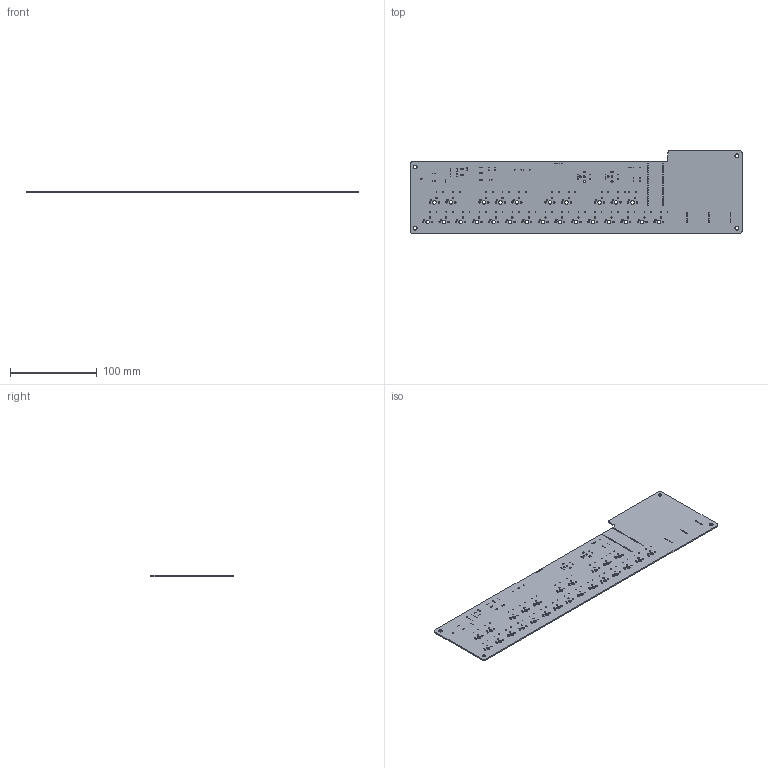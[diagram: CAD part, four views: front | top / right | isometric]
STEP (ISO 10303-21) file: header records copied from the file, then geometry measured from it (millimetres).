
FILE_DESCRIPTION(/* description */ ('STEP AP242','CAx-IF Rec.Pracs.---Representation and Presentation of Product Manufacturing Information (PMI)---4.0---2014-10-13','CAx-IF Rec.Pracs.---3D Tessellated Geometry---0.4---2014-09-14','2;1','CAx-IF Rec.Pracs.---User Defined Attributes---1.5---2016-08-15'),/* implementation_level */ '2;1');
FILE_NAME(/* name */ '690a84e55c13cfccbc2b7d38',/* time_stamp */ '2025-11-04T22:58:43Z',/* author */ (''),/* organization */ (''),/* preprocessor_version */ 'ST-DEVELOPER v20',/* originating_system */ 'ONSHAPE BY PTC INC, 1.206',/* authorisation */ ' ');
FILE_SCHEMA (('AP242_MANAGED_MODEL_BASED_3D_ENGINEERING_MIM_LF { 1 0 10303 442 1 1 4 }'));
Length unit declared in the file: metre
Products named in the file (1): MoonBeam Midi Keyboard_PCB
Bounding box: 383 x 95.5 x 1.51 mm (x, y, z)
Volume: 48322.5 mm3; surface area: 67523.9 mm2
Topology: 1 solids, 1 shells, 336 faces, 1002 edges, 668 vertices
Faces by surface type: cylinder 316, plane 20
Full cylindrical faces by diameter (mm): 0.8 x110, 0.9 x6, 1 x50, 1.5 x51, 1.7 x50, 2.1 x2, 4 x25, 4.3 x4
Entity records: 11426 total; most frequent: DIRECTION 2010, CARTESIAN_POINT 1709, ORIENTED_EDGE 1408, EDGE_LOOP 1242, FACE_BOUND 1242, AXIS2_PLACEMENT_3D 969, EDGE_CURVE 704, VERTEX_POINT 668
